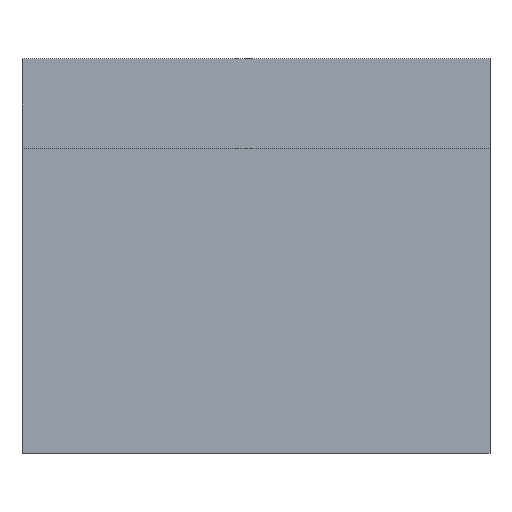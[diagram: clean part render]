
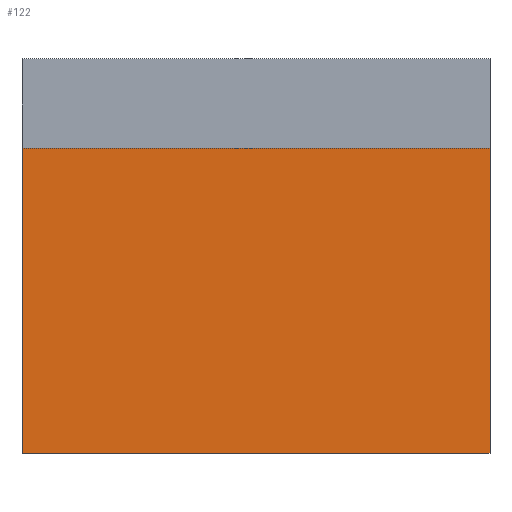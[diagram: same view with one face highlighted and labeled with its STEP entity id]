
A CAD part, top view. The second image highlights one B-rep face of the part: STEP entity #122.
In plain terms, the highlighted planar face has unit normal (0, 0, 1).
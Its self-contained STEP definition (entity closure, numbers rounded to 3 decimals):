
#67=CARTESIAN_POINT('',(300.,0.,4.));
#68=DIRECTION('',(0.,0.,1.));
#69=DIRECTION('',(1.,0.,0.));
#70=AXIS2_PLACEMENT_3D('',#67,#68,#69);
#71=PLANE('',#70);
#72=CARTESIAN_POINT('',(436.5,-2.,4.));
#73=VERTEX_POINT('',#72);
#74=CARTESIAN_POINT('',(436.5,100.,4.));
#75=VERTEX_POINT('',#74);
#76=CARTESIAN_POINT('',(436.5,-2.,4.));
#77=DIRECTION('',(0.,1.,0.));
#78=VECTOR('',#77,102.);
#79=LINE('',#76,#78);
#80=EDGE_CURVE('',#73,#75,#79,.T.);
#81=ORIENTED_EDGE('',*,*,#80,.T.);
#82=CARTESIAN_POINT('',(280.,100.,4.));
#83=VERTEX_POINT('',#82);
#84=CARTESIAN_POINT('',(436.5,100.,4.));
#85=DIRECTION('',(-1.,0.,0.));
#86=VECTOR('',#85,156.5);
#87=LINE('',#84,#86);
#88=EDGE_CURVE('',#75,#83,#87,.T.);
#89=ORIENTED_EDGE('',*,*,#88,.T.);
#90=CARTESIAN_POINT('',(280.,-2.,4.));
#91=VERTEX_POINT('',#90);
#92=CARTESIAN_POINT('',(280.,100.,4.));
#93=DIRECTION('',(0.,-1.,0.));
#94=VECTOR('',#93,102.);
#95=LINE('',#92,#94);
#96=EDGE_CURVE('',#83,#91,#95,.T.);
#97=ORIENTED_EDGE('',*,*,#96,.T.);
#98=CARTESIAN_POINT('',(430.,-2.,4.));
#99=VERTEX_POINT('',#98);
#100=CARTESIAN_POINT('',(430.,-2.,4.));
#101=DIRECTION('',(-1.,0.,0.));
#102=VECTOR('',#101,150.);
#103=LINE('',#100,#102);
#104=EDGE_CURVE('',#99,#91,#103,.T.);
#105=ORIENTED_EDGE('',*,*,#104,.F.);
#106=CARTESIAN_POINT('',(433.5,-2.,4.));
#107=VERTEX_POINT('',#106);
#108=CARTESIAN_POINT('',(433.5,-2.,4.));
#109=DIRECTION('',(-1.,0.,0.));
#110=VECTOR('',#109,3.5);
#111=LINE('',#108,#110);
#112=EDGE_CURVE('',#107,#99,#111,.T.);
#113=ORIENTED_EDGE('',*,*,#112,.F.);
#114=CARTESIAN_POINT('',(436.5,-2.,4.));
#115=DIRECTION('',(-1.,0.,0.));
#116=VECTOR('',#115,3.);
#117=LINE('',#114,#116);
#118=EDGE_CURVE('',#73,#107,#117,.T.);
#119=ORIENTED_EDGE('',*,*,#118,.F.);
#120=EDGE_LOOP('',(#81,#89,#97,#105,#113,#119));
#121=FACE_BOUND('',#120,.T.);
#122=ADVANCED_FACE('',(#121),#71,.T.);
